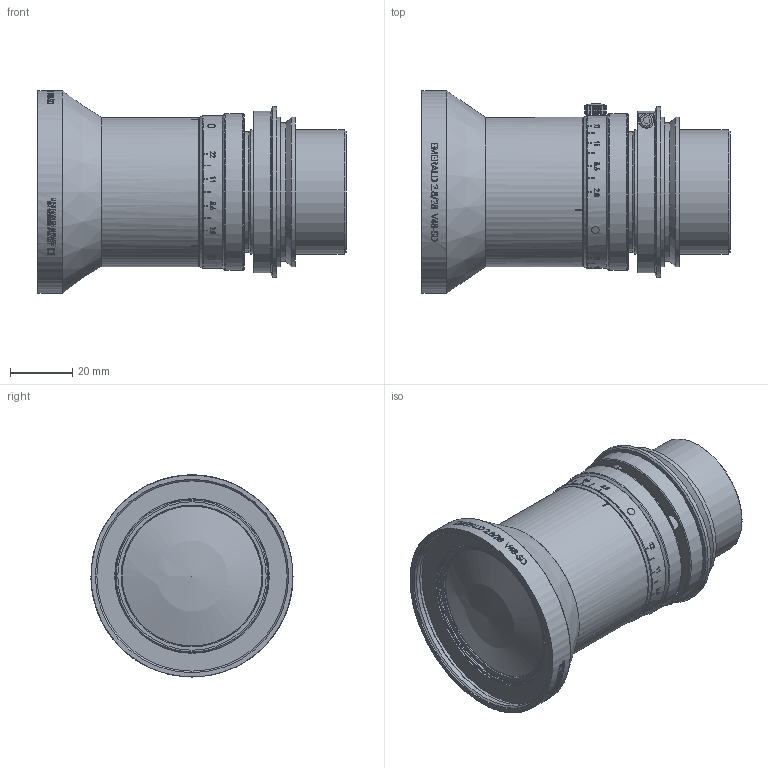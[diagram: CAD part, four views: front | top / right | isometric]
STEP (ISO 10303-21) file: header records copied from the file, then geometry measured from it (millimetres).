
FILE_DESCRIPTION(/* description */ (''),/* implementation_level */ '2;1');
FILE_NAME(/* name */ '1071611_00156047_002.stp',/* time_stamp */ '2021-10-21T15:03:39+02:00',/* author */ (''),/* organization */ (''),/* preprocessor_version */ 'ST-DEVELOPER v16',/* originating_system */ 'SIEMENS PLM Software NX 10.0',/* authorisation */ '');
FILE_SCHEMA (('AP203_CONFIGURATION_CONTROLLED_3D_DESIGN_OF_MECHANICAL_PARTS_AND_ASSEMBLIES_MIM_LF { 1 0 10303 403 2 1 2}'));
Length unit declared in the file: millimetre
Products named in the file (1): Froe11EC9119bdhf
Bounding box: 99.09 x 65 x 65 mm (x, y, z)
Volume: 178067.3 mm3; surface area: 35759.5 mm2
Topology: 1 solids, 9 shells, 556 faces, 1915 edges, 1550 vertices
Faces by surface type: cylinder 267, plane 241, cone 40, torus 5, sphere 3
Full cylindrical faces by diameter (mm): 1.175 x1, 1.7 x4, 1.9 x4, 2 x1, 2.05 x1, 2.5 x1, 2.7 x4, 2.8 x1, 4.5 x1, 31.5 x1, 33.5 x1, 36.2 x1, 36.4 x1, 38.72 x1, 40 x2, 42.224 x1, 44.4 x1, 45 x1, 45.699 x1, 48 x3, 48.01 x1, 48.5 x1, 48.964 x1, 49 x1, 49.01 x1, 49.7 x1, 50.388 x1, 50.4 x2, 55 x1, 61.18 x1
Entity records: 23700 total; most frequent: CARTESIAN_POINT 8478, ORIENTED_EDGE 3605, DIRECTION 2226, EDGE_CURVE 1810, VERTEX_POINT 1525, B_SPLINE_CURVE_WITH_KNOTS 981, AXIS2_PLACEMENT_3D 878, EDGE_LOOP 853
